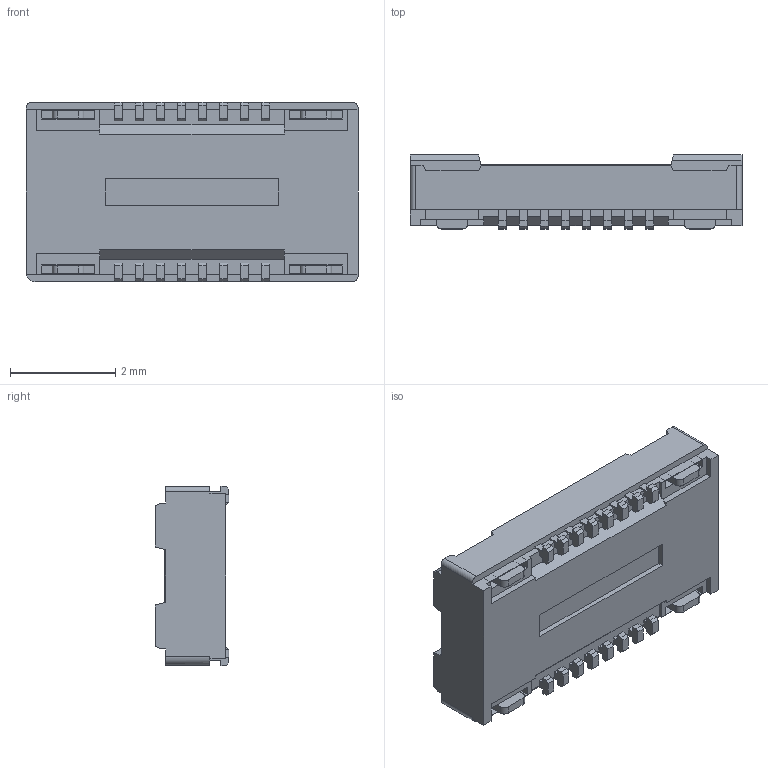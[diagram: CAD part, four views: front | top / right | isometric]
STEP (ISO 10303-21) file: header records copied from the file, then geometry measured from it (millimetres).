
FILE_DESCRIPTION((''),'2;1');
FILE_NAME('513381674','2019-05-22T',('gga'),(''),'PRO/ENGINEER BY PARAMETRIC TECHNOLOGY CORPORATION, 2016010','PRO/ENGINEER BY PARAMETRIC TECHNOLOGY CORPORATION, 2016010','');
FILE_SCHEMA(('CONFIG_CONTROL_DESIGN'));
Length unit declared in the file: millimetre
Products named in the file (1): 513381674
Bounding box: 6.3 x 1.4 x 3.4 mm (x, y, z)
Volume: 16.6 mm3; surface area: 108.5 mm2
Topology: 1 solids, 1 shells, 491 faces, 1456 edges, 981 vertices
Faces by surface type: plane 439, cylinder 44, cone 8
Entity records: 16084 total; most frequent: CARTESIAN_POINT 2879, ORIENTED_EDGE 2752, DIRECTION 2525, EDGE_CURVE 1376, VECTOR 1355, LINE 1355, VERTEX_POINT 901, AXIS2_PLACEMENT_3D 585
